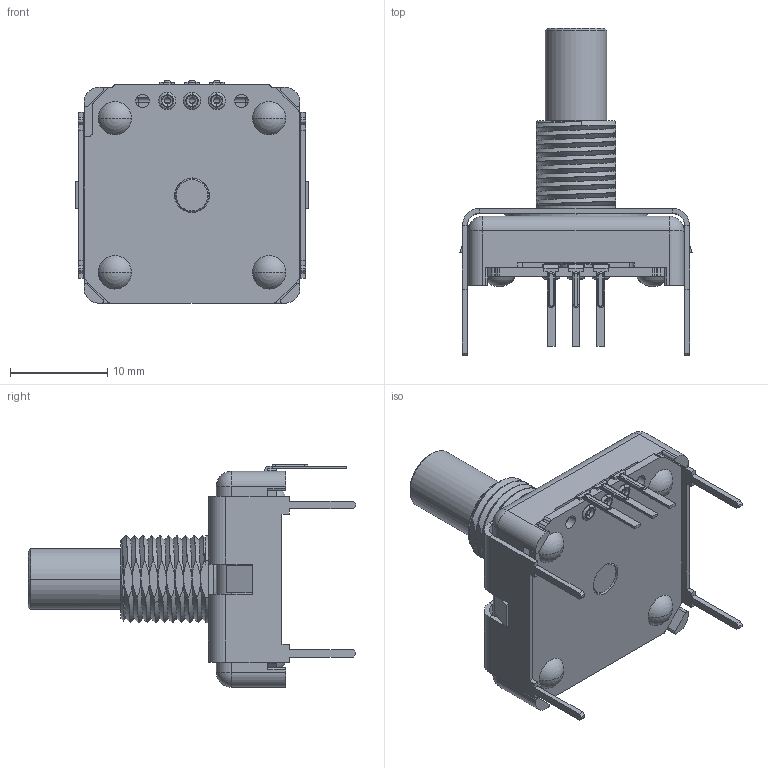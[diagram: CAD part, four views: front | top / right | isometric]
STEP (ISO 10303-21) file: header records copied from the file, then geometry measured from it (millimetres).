
FILE_DESCRIPTION((''),'2;1');
FILE_NAME('PCL1D-C24-BAB103L','2011-11-22T',('RICKB'),('Bourns, Inc.'),'PRO/ENGINEER BY PARAMETRIC TECHNOLOGY CORPORATION, 2010100','PRO/ENGINEER BY PARAMETRIC TECHNOLOGY CORPORATION, 2010100','');
FILE_SCHEMA(('CONFIG_CONTROL_DESIGN'));
Length unit declared in the file: inch
Products named in the file (1): PCL1D-C24-BAB103L
Bounding box: 23.88 x 33.69 x 22.87 mm (x, y, z)
Volume: 3260 mm3; surface area: 5204.4 mm2
Topology: 2 solids, 7 shells, 527 faces, 1330 edges, 827 vertices
Faces by surface type: plane 231, cylinder 182, bspline 51, torus 38, sphere 20, cone 5
Entity records: 23278 total; most frequent: CARTESIAN_POINT 10761, ORIENTED_EDGE 2644, DIRECTION 2521, EDGE_CURVE 1322, AXIS2_PLACEMENT_3D 908, VERTEX_POINT 827, VECTOR 705, LINE 705
